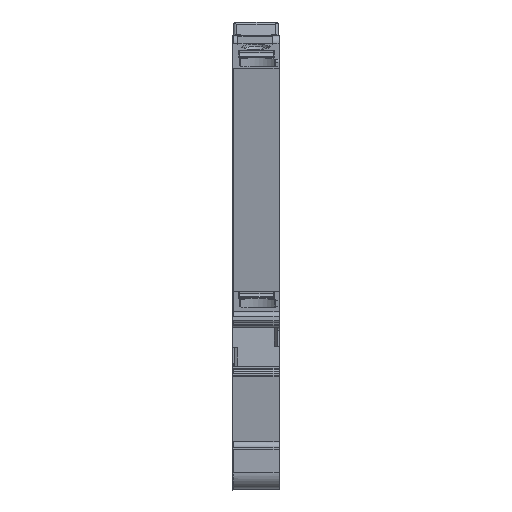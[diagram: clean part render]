
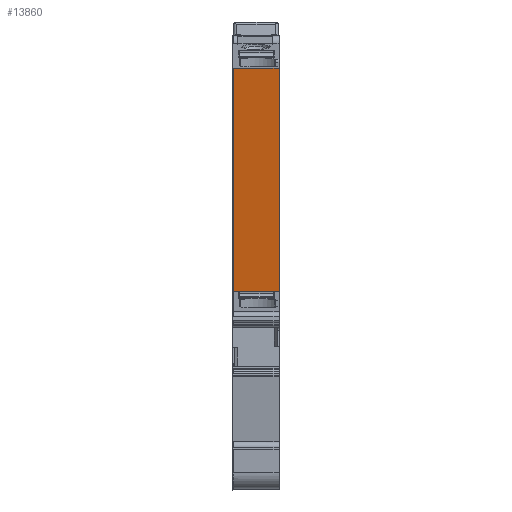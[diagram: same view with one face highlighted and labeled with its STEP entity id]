
A CAD part, front view. The second image highlights one B-rep face of the part: STEP entity #13860.
In plain terms, the highlighted planar face has unit normal (0, -0.983, -0.183).
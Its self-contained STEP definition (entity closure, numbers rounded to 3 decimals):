
#13840=AXIS2_PLACEMENT_3D('Plane Axis2P3D',#13837,#13838,#13839) ;
#2976=CARTESIAN_POINT('Vertex',(5.1,9.276,46.614)) ;
#2979=CARTESIAN_POINT('Line Origine',(5.1,11.569,34.287)) ;
#2983=CARTESIAN_POINT('Vertex',(5.1,13.861,21.96)) ;
#13370=CARTESIAN_POINT('Line Origine',(2.575,9.276,46.614)) ;
#13374=CARTESIAN_POINT('Vertex',(0.05,9.276,46.614)) ;
#13837=CARTESIAN_POINT('Axis2P3D Location',(0.,13.861,21.96)) ;
#13842=CARTESIAN_POINT('Line Origine',(0.05,11.569,34.287)) ;
#13846=CARTESIAN_POINT('Vertex',(0.05,13.861,21.96)) ;
#13849=CARTESIAN_POINT('Line Origine',(2.575,13.861,21.96)) ;
#2980=DIRECTION('Vector Direction',(0.,-0.183,0.983)) ;
#13371=DIRECTION('Vector Direction',(1.,0.,0.)) ;
#13838=DIRECTION('Axis2P3D Direction',(0.,0.983,0.183)) ;
#13839=DIRECTION('Axis2P3D XDirection',(0.,-0.183,0.983)) ;
#13843=DIRECTION('Vector Direction',(0.,0.183,-0.983)) ;
#13850=DIRECTION('Vector Direction',(1.,0.,0.)) ;
#2981=VECTOR('Line Direction',#2980,1.) ;
#13372=VECTOR('Line Direction',#13371,1.) ;
#13844=VECTOR('Line Direction',#13843,1.) ;
#13851=VECTOR('Line Direction',#13850,1.) ;
#13855=ORIENTED_EDGE('',*,*,#13848,.F.) ;
#13856=ORIENTED_EDGE('',*,*,#13853,.T.) ;
#13857=ORIENTED_EDGE('',*,*,#2985,.T.) ;
#13858=ORIENTED_EDGE('',*,*,#13376,.F.) ;
#13860=ADVANCED_FACE('MLD',(#13859),#13841,.F.) ;
#2985=EDGE_CURVE('',#2984,#2977,#2982,.T.) ;
#13376=EDGE_CURVE('',#13375,#2977,#13373,.T.) ;
#13848=EDGE_CURVE('',#13847,#13375,#13845,.F.) ;
#13853=EDGE_CURVE('',#13847,#2984,#13852,.T.) ;
#13854=EDGE_LOOP('',(#13855,#13856,#13857,#13858)) ;
#13859=FACE_OUTER_BOUND('',#13854,.T.) ;
#2982=LINE('Line',#2979,#2981) ;
#13373=LINE('Line',#13370,#13372) ;
#13845=LINE('Line',#13842,#13844) ;
#13852=LINE('Line',#13849,#13851) ;
#13841=PLANE('',#13840) ;
#2977=VERTEX_POINT('',#2976) ;
#2984=VERTEX_POINT('',#2983) ;
#13375=VERTEX_POINT('',#13374) ;
#13847=VERTEX_POINT('',#13846) ;
